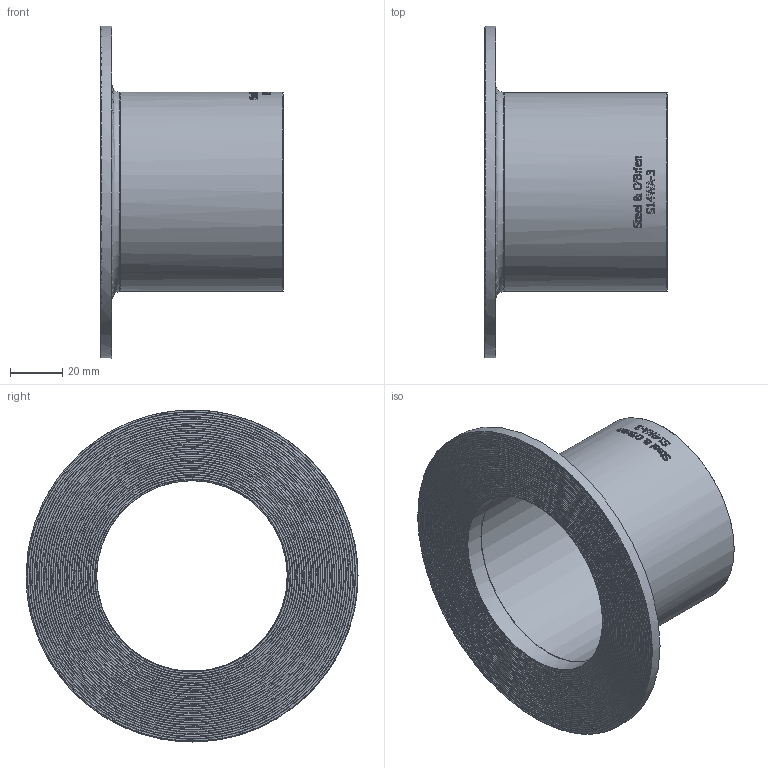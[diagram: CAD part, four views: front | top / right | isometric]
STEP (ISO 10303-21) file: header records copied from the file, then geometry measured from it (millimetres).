
FILE_DESCRIPTION(/* description */ (''),/* implementation_level */ '2;1');
FILE_NAME(/* name */ 'S14WA-3.stp',/* time_stamp */ '2018-11-26T13:07:10-05:00',/* author */ ('rick'),/* organization */ (''),/* preprocessor_version */ 'ST-DEVELOPER v15.2',/* originating_system */ 'Autodesk Inventor 2014',/* authorisation */ '');
FILE_SCHEMA (('AUTOMOTIVE_DESIGN { 1 0 10303 214 3 1 1 }'));
Length unit declared in the file: inch
Products named in the file (1): S14WA-3
Bounding box: 69.85 x 127 x 127 mm (x, y, z)
Volume: 868023 mm3; surface area: 92262.4 mm2
Topology: 1 solids, 1 shells, 346 faces, 933 edges, 621 vertices
Faces by surface type: bspline 157, plane 149, cylinder 35, torus 5
Full cylindrical faces by diameter (mm): 72.898 x2, 76.2 x1, 127 x1
Entity records: 19650 total; most frequent: CARTESIAN_POINT 11840, ORIENTED_EDGE 1838, DIRECTION 1175, EDGE_CURVE 919, VERTEX_POINT 616, LINE 407, VECTOR 407, EDGE_LOOP 389
